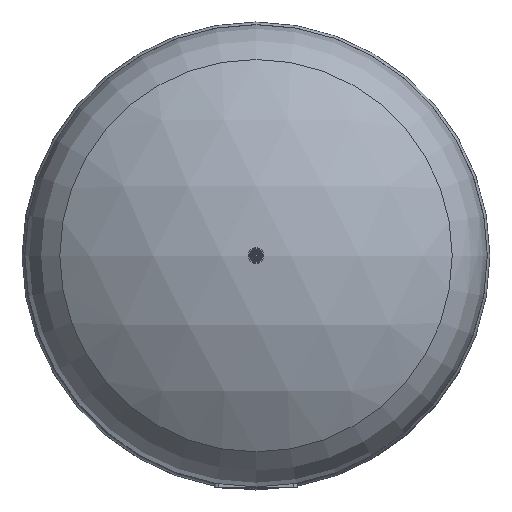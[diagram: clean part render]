
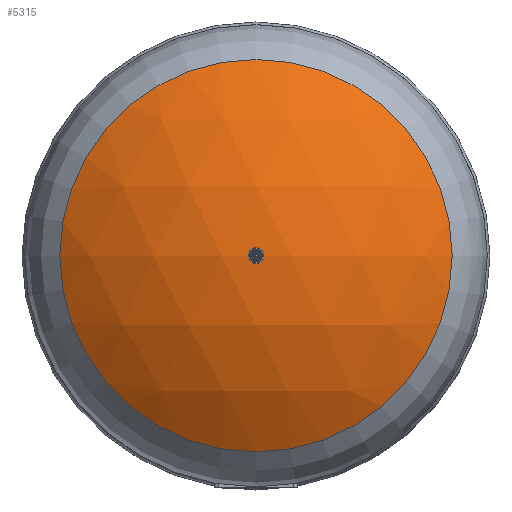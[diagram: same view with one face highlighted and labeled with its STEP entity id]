
A CAD part, top view. The second image highlights one B-rep face of the part: STEP entity #5315.
In plain terms, the highlighted spherical face has radius 302.5 mm.
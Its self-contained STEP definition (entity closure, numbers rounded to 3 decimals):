
#39=SPHERICAL_SURFACE('',#5847,302.5);
#518=FACE_OUTER_BOUND('',#883,.T.);
#883=EDGE_LOOP('',(#4428));
#1229=CIRCLE('',#5848,173.609);
#2522=VERTEX_POINT('',#8948);
#3179=EDGE_CURVE('',#2522,#2522,#1229,.T.);
#4428=ORIENTED_EDGE('',*,*,#3179,.F.);
#5315=ADVANCED_FACE('',(#518),#39,.T.);
#5847=AXIS2_PLACEMENT_3D('',#8947,#7197,#7198);
#5848=AXIS2_PLACEMENT_3D('',#8949,#7199,#7200);
#7197=DIRECTION('center_axis',(0.,-1.,0.));
#7198=DIRECTION('ref_axis',(-1.,0.,0.));
#7199=DIRECTION('center_axis',(0.,0.,
-1.));
#7200=DIRECTION('ref_axis',(1.,0.,0.));
#8947=CARTESIAN_POINT('Origin',(0.,0.,
278.5));
#8948=CARTESIAN_POINT('',(173.609,0.,526.222));
#8949=CARTESIAN_POINT('Origin',(0.,0.,
526.222));
